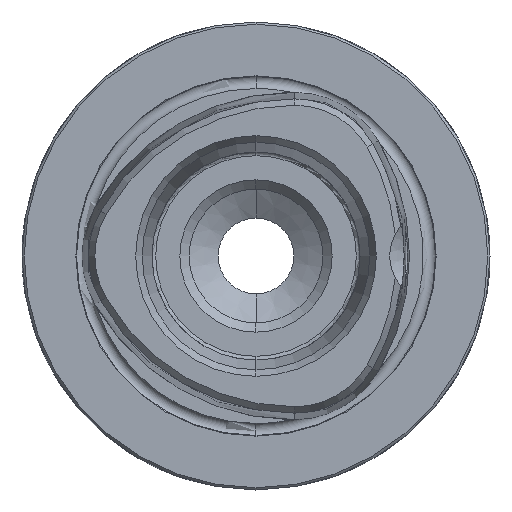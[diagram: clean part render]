
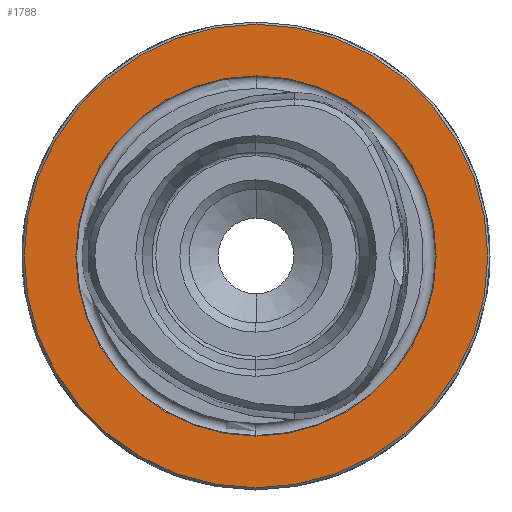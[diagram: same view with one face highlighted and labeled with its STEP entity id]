
A CAD part, left-side view. The second image highlights one B-rep face of the part: STEP entity #1788.
In plain terms, the highlighted planar face has unit normal (-1, 0, 0).
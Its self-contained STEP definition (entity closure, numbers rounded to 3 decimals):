
#127 = EDGE_LOOP ( 'NONE', ( #2997, #1231 ) ) ;
#411 = DIRECTION ( 'NONE',  ( 0., 0., 1. ) ) ;
#704 = VERTEX_POINT ( 'NONE', #1729 ) ;
#777 = DIRECTION ( 'NONE',  ( 0., 0., -1. ) ) ;
#1063 = CIRCLE ( 'NONE', #4057, 31.2 ) ;
#1132 = EDGE_CURVE ( 'NONE', #704, #2097, #1063, .T. ) ;
#1231 = ORIENTED_EDGE ( 'NONE', *, *, #1323, .F. ) ;
#1244 = DIRECTION ( 'NONE',  ( 0., 0., 1. ) ) ;
#1319 = CARTESIAN_POINT ( 'NONE',  ( 0., 0., 0. ) ) ;
#1323 = EDGE_CURVE ( 'NONE', #1724, #1374, #2045, .T. ) ;
#1374 = VERTEX_POINT ( 'NONE', #1909 ) ;
#1396 = FACE_BOUND ( 'NONE', #127, .T. ) ;
#1565 = DIRECTION ( 'NONE',  ( -1., 0., 0. ) ) ;
#1724 = VERTEX_POINT ( 'NONE', #4720 ) ;
#1729 = CARTESIAN_POINT ( 'NONE',  ( 0., 0., 31.2 ) ) ;
#1788 = ADVANCED_FACE ( 'NONE', ( #1396, #1844 ), #3421, .F. ) ;
#1844 = FACE_OUTER_BOUND ( 'NONE', #3581, .T. ) ;
#1888 = AXIS2_PLACEMENT_3D ( 'NONE', #3121, #1565, #1244 ) ;
#1909 = CARTESIAN_POINT ( 'NONE',  ( 0., 0., 24.25 ) ) ;
#2045 = CIRCLE ( 'NONE', #1888, 24.25 ) ;
#2097 = VERTEX_POINT ( 'NONE', #2817 ) ;
#2211 = ORIENTED_EDGE ( 'NONE', *, *, #1132, .T. ) ;
#2254 = DIRECTION ( 'NONE',  ( 1., 0., 0. ) ) ;
#2283 = EDGE_CURVE ( 'NONE', #2097, #704, #2451, .T. ) ;
#2380 = CARTESIAN_POINT ( 'NONE',  ( 0., 0., 0. ) ) ;
#2451 = CIRCLE ( 'NONE', #3719, 31.2 ) ;
#2645 = DIRECTION ( 'NONE',  ( -1., 0., 0. ) ) ;
#2817 = CARTESIAN_POINT ( 'NONE',  ( 0., 0., -31.2 ) ) ;
#2852 = DIRECTION ( 'NONE',  ( 0., 0., 1. ) ) ;
#2970 = AXIS2_PLACEMENT_3D ( 'NONE', #4158, #2254, #777 ) ;
#2997 = ORIENTED_EDGE ( 'NONE', *, *, #4864, .F. ) ;
#3021 = CARTESIAN_POINT ( 'NONE',  ( 0., 0., 0. ) ) ;
#3082 = ORIENTED_EDGE ( 'NONE', *, *, #2283, .T. ) ;
#3121 = CARTESIAN_POINT ( 'NONE',  ( 0., 0., 0. ) ) ;
#3149 = CIRCLE ( 'NONE', #4642, 24.25 ) ;
#3421 = PLANE ( 'NONE',  #2970 ) ;
#3574 = DIRECTION ( 'NONE',  ( -1., 0., 0. ) ) ;
#3581 = EDGE_LOOP ( 'NONE', ( #3082, #2211 ) ) ;
#3719 = AXIS2_PLACEMENT_3D ( 'NONE', #3021, #2645, #4153 ) ;
#4057 = AXIS2_PLACEMENT_3D ( 'NONE', #1319, #3574, #2852 ) ;
#4153 = DIRECTION ( 'NONE',  ( 0., 0., 1. ) ) ;
#4158 = CARTESIAN_POINT ( 'NONE',  ( 0., 24.25, 0. ) ) ;
#4239 = DIRECTION ( 'NONE',  ( -1., 0., 0. ) ) ;
#4642 = AXIS2_PLACEMENT_3D ( 'NONE', #2380, #4239, #411 ) ;
#4720 = CARTESIAN_POINT ( 'NONE',  ( 0., 0., -24.25 ) ) ;
#4864 = EDGE_CURVE ( 'NONE', #1374, #1724, #3149, .T. ) ;
